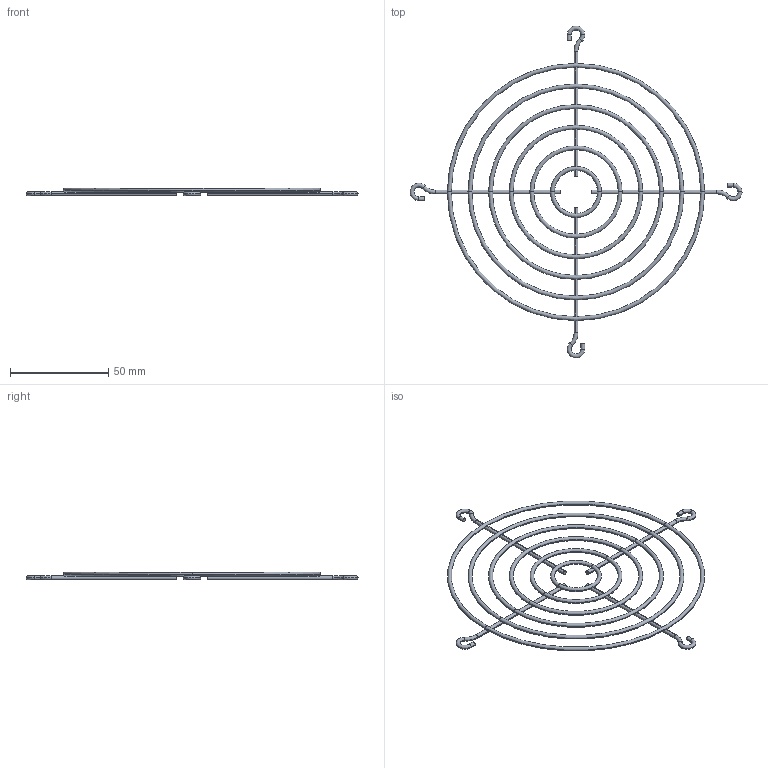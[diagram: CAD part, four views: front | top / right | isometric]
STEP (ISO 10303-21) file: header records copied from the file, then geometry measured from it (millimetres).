
FILE_DESCRIPTION (( 'STEP AP214' ), '1' );
FILE_NAME ('5RE1501_RETE ASPIRANTE_DIC120_F762B.STEP', '2023-10-26T09:07:31', ( '' ), ( '' ), 'SwSTEP 2.0', 'SolidWorks 2022', '' );
FILE_SCHEMA (( 'AUTOMOTIVE_DESIGN' ));
Length unit declared in the file: millimetre
Products named in the file (1): 5RE1501_RETE ASPIRANTE_DIC120_F762B
Bounding box: 169 x 169 x 3.95 mm (x, y, z)
Volume: 5622.6 mm3; surface area: 11255.8 mm2
Topology: 1 solids, 1 shells, 68 faces, 204 edges, 120 vertices
Faces by surface type: torus 44, cylinder 16, plane 8
Entity records: 2766 total; most frequent: CARTESIAN_POINT 825, DIRECTION 422, ORIENTED_EDGE 408, EDGE_CURVE 204, AXIS2_PLACEMENT_3D 197, CIRCLE 128, VERTEX_POINT 120, EDGE_LOOP 92
